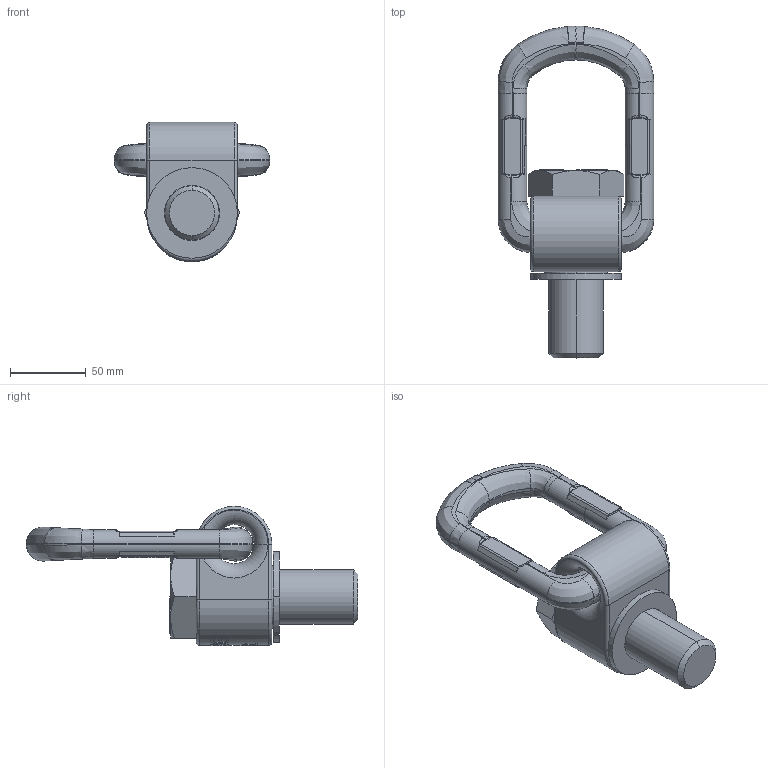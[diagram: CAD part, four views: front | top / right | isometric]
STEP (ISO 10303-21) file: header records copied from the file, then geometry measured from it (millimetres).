
FILE_DESCRIPTION((''),'2;1');
FILE_NAME('001-M31220-P-1_ASM','2016-07-01T',('Andreas.Wendler'),(''),'PRO/ENGINEER BY PARAMETRIC TECHNOLOGY CORPORATION, 2011490','PRO/ENGINEER BY PARAMETRIC TECHNOLOGY CORPORATION, 2011490','');
FILE_SCHEMA(('CONFIG_CONTROL_DESIGN'));
Length unit declared in the file: millimetre
Products named in the file (5): 001-M31220-RT1; 001-M31216-RT2; 001-M31218-P-1; 001-M31219-RT1; 001-M31220-P-1_ASM
Assembly tree (4 placements, depth 2):
  001-M31220-P-1_ASM
    001-M31220-RT1
    001-M31216-RT2
    001-M31218-P-1
    001-M31219-RT1
Bounding box: 103 x 219.75 x 92.3 mm (x, y, z)
Volume: 440966.5 mm3; surface area: 80377 mm2
Topology: 4 solids, 4 shells, 767 faces, 2074 edges, 1344 vertices
Faces by surface type: plane 515, cylinder 84, bspline 76, extrusion 52, torus 28, cone 12
Entity records: 30396 total; most frequent: CARTESIAN_POINT 12003, ORIENTED_EDGE 4148, DIRECTION 3216, EDGE_CURVE 2074, VECTOR 1396, LINE 1344, VERTEX_POINT 1344, AXIS2_PLACEMENT_3D 910
